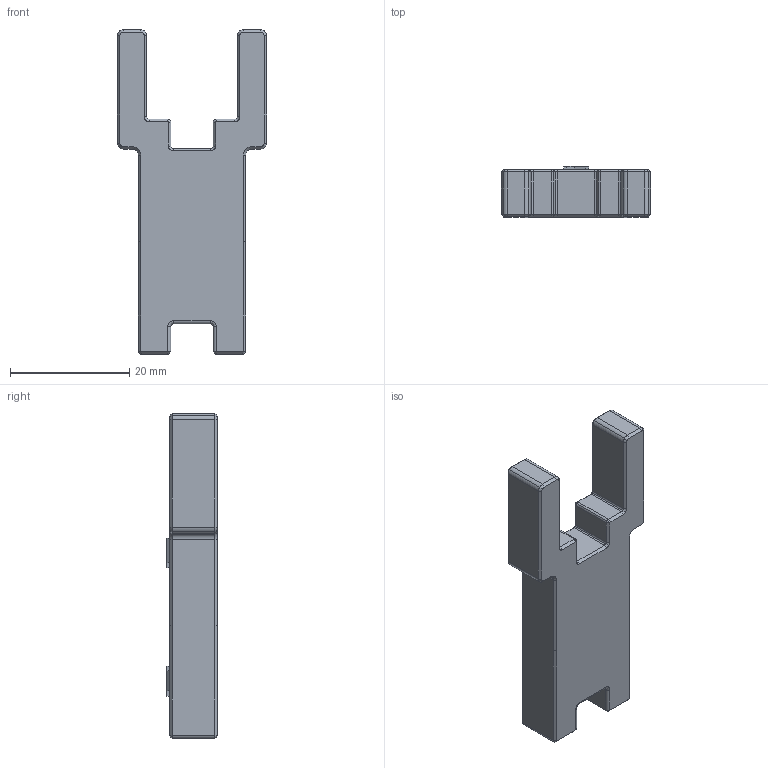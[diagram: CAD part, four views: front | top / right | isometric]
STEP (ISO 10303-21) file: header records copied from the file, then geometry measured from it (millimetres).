
FILE_DESCRIPTION (( 'STEP AP214' ), '1' );
FILE_NAME ('frenzy_p1_micron_key.STEP', '2022-02-10T03:32:01', ( '' ), ( '' ), 'SwSTEP 2.0', 'SolidWorks 2021', '' );
FILE_SCHEMA (( 'AUTOMOTIVE_DESIGN' ));
Length unit declared in the file: millimetre
Products named in the file (1): frenzy_p1_micron_key
Bounding box: 25 x 8.5 x 54.4 mm (x, y, z)
Volume: 6532.1 mm3; surface area: 3188.6 mm2
Topology: 1 solids, 1 shells, 187 faces, 441 edges, 258 vertices
Faces by surface type: plane 81, cone 64, cylinder 38, torus 4
Entity records: 5289 total; most frequent: DIRECTION 961, CARTESIAN_POINT 887, ORIENTED_EDGE 882, EDGE_CURVE 441, AXIS2_PLACEMENT_3D 332, LINE 297, VECTOR 297, VERTEX_POINT 258
